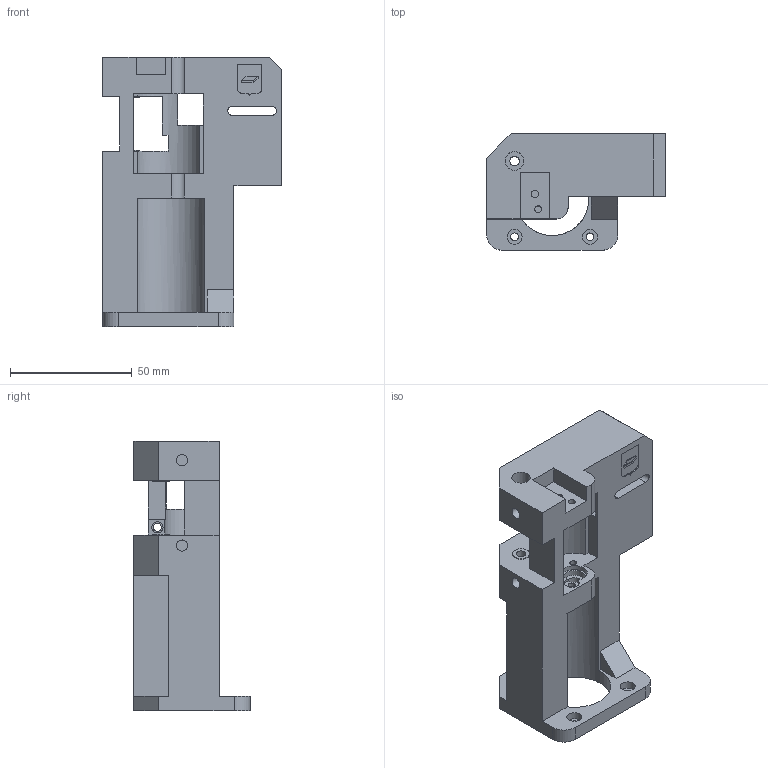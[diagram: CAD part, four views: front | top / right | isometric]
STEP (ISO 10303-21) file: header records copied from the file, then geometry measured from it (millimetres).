
FILE_DESCRIPTION(('FreeCAD Model'),'2;1');
FILE_NAME('Open CASCADE Shape Model','1974-01-01T00:00:00',(''),(''), 'Open CASCADE STEP processor 7.7','FreeCAD','Unknown');
FILE_SCHEMA(('AUTOMOTIVE_DESIGN { 1 0 10303 214 1 1 1 1 }'));
Length unit declared in the file: millimetre
Products named in the file (1): k1_motor_mount_couplers_stock_left_step
Bounding box: 73.5 x 47.7 x 110.94 mm (x, y, z)
Volume: 114546.5 mm3; surface area: 34350 mm2
Topology: 1 solids, 1 shells, 153 faces, 426 edges, 294 vertices
Faces by surface type: plane 108, cylinder 45
Full cylindrical faces by diameter (mm): 2.8 x4, 3.2 x3, 3.3 x1, 3.9 x1, 3.95 x1, 4 x2, 4.6 x7, 5.6 x2, 6.2 x3, 7 x2, 7.6 x1, 9.14 x2, 10.5 x2, 30 x1
Entity records: 5014 total; most frequent: CARTESIAN_POINT 887, ORIENTED_EDGE 852, DIRECTION 842, EDGE_CURVE 426, VERTEX_POINT 294, LINE 292, VECTOR 292, AXIS2_PLACEMENT_3D 275
